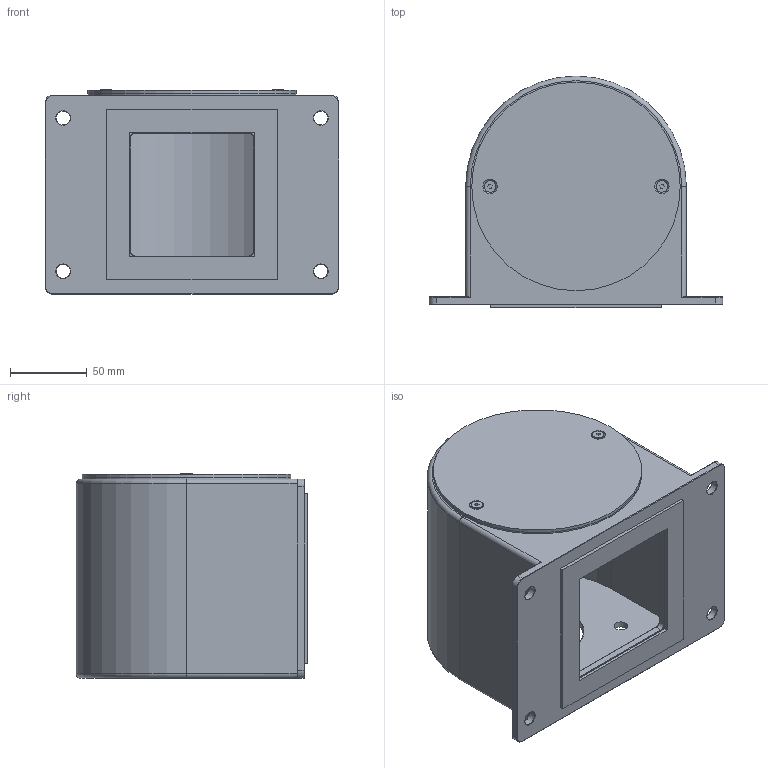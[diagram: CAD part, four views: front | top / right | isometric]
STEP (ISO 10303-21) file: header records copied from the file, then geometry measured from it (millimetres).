
FILE_DESCRIPTION (( 'STEP AP214' ), '1' );
FILE_NAME ('57027900.STEP', '2022-04-04T12:22:47', ( '' ), ( '' ), 'SwSTEP 2.0', 'SolidWorks 2020', '' );
FILE_SCHEMA (( 'AUTOMOTIVE_DESIGN' ));
Length unit declared in the file: millimetre
Products named in the file (7): 82010_Rechteckschnur in Wandkonsole eigebaut; 95644; 95051-io; 82269; 82156_Vor der Montage; 57027900; 93288
Assembly tree (8 placements, depth 2):
  57027900
    95644
    93288  x2
    82269
    82156_Vor der Montage  x2
    95051-io
    82010_Rechteckschnur in Wandkonsole eigebaut
Bounding box: 191.5 x 151 x 133.51 mm (x, y, z)
Volume: 410568.1 mm3; surface area: 227586.7 mm2
Topology: 8 solids, 8 shells, 166 faces, 390 edges, 242 vertices
Faces by surface type: plane 82, cone 42, cylinder 36, bspline 4, torus 2
Full cylindrical faces by diameter (mm): 3.2 x2, 4 x2, 7.5 x2, 9 x8, 60 x1, 130 x1, 136 x2
Entity records: 4554 total; most frequent: CARTESIAN_POINT 895, DIRECTION 730, ORIENTED_EDGE 610, EDGE_CURVE 305, AXIS2_PLACEMENT_3D 271, EDGE_LOOP 218, VERTEX_POINT 203, VECTOR 188
